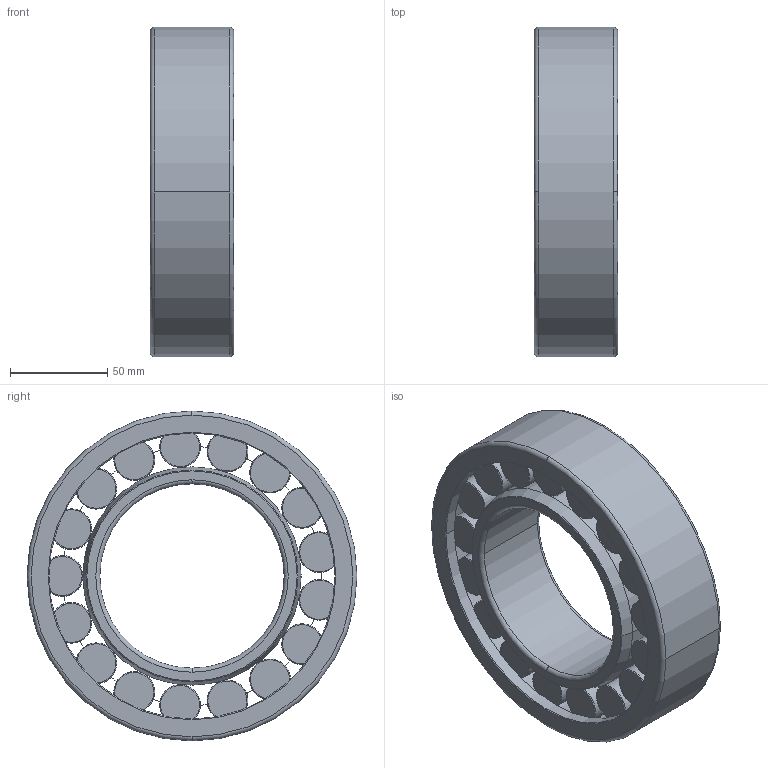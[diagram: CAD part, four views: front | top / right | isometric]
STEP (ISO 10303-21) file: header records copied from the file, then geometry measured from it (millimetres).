
FILE_DESCRIPTION(('STEP AP214'),'1');
FILE_NAME('skf_bearing_nu_2219_ecp_2.stp','2024-09-20T07:21:53',('TraceParts'),('TraceParts S.A.'),'Spatial InterOp 3D',' ',' ');
FILE_SCHEMA(('AUTOMOTIVE_DESIGN { 1 0 10303 214 1 1 1 1 }'));
Length unit declared in the file: millimetre
Products named in the file (1): skf_bearing_nu_2219_ecp_2_1
Bounding box: 43 x 170 x 170 mm (x, y, z)
Volume: 485361.2 mm3; surface area: 134083.4 mm2
Topology: 3 solids, 3 shells, 208 faces, 576 edges, 408 vertices
Faces by surface type: torus 118, cylinder 46, plane 40, cone 4
Entity records: 8245 total; most frequent: CARTESIAN_POINT 2589, DIRECTION 1320, ORIENTED_EDGE 1152, AXIS2_PLACEMENT_3D 635, EDGE_CURVE 576, CIRCLE 424, VERTEX_POINT 408, EDGE_LOOP 248
